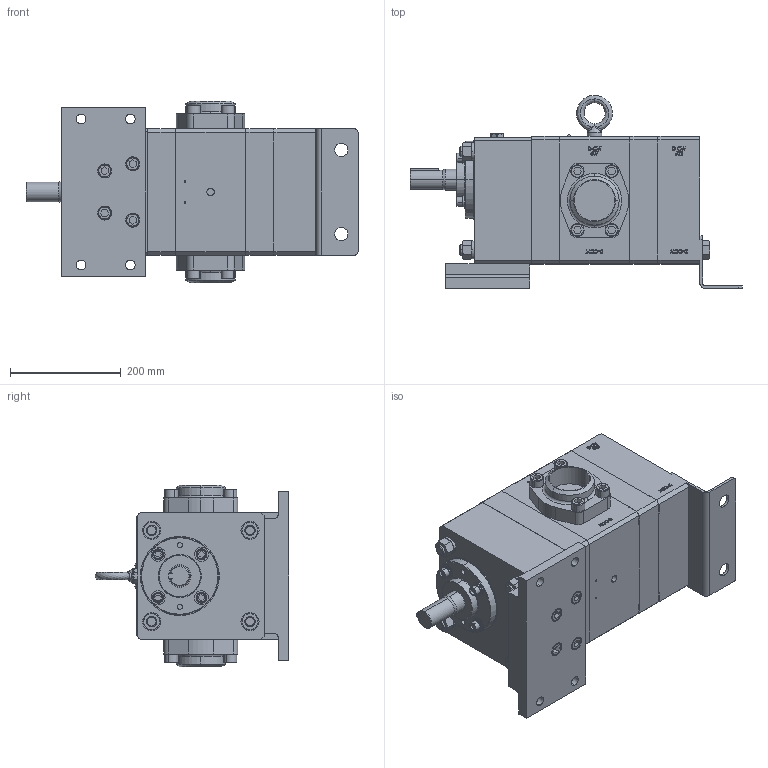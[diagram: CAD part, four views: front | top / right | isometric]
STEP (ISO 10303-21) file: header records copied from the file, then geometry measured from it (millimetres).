
FILE_DESCRIPTION (( 'STEP AP214' ), '1' );
FILE_NAME ('G-1440-15J9-003-BW.STEP', '2019-09-24T18:11:18', ( '' ), ( '' ), 'SwSTEP 2.0', 'SolidWorks 2018', '' );
FILE_SCHEMA (( 'AUTOMOTIVE_DESIGN' ));
Length unit declared in the file: inch
Products named in the file (1): G-1440-15J9-003-BW
Bounding box: 600.39 x 349.45 x 328.68 mm (x, y, z)
Volume: 24617627.4 mm3; surface area: 789113.5 mm2
Topology: 1 solids, 1 shells, 2068 faces, 5249 edges, 3432 vertices
Faces by surface type: plane 1256, bspline 432, cylinder 233, cone 135, torus 8, sphere 4
Entity records: 110674 total; most frequent: CARTESIAN_POINT 46376, ORIENTED_EDGE 10470, DIRECTION 8127, EDGE_CURVE 5235, VECTOR 3587, LINE 3587, VERTEX_POINT 3430, EDGE_LOOP 2367
